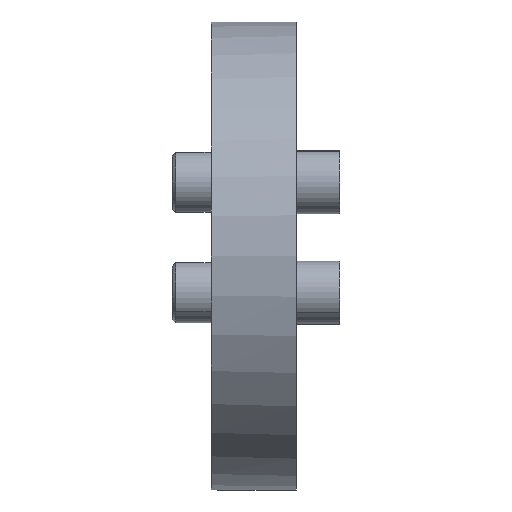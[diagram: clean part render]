
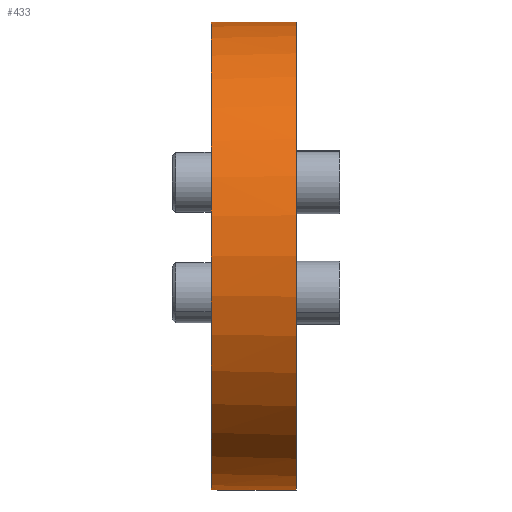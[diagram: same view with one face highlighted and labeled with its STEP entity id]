
A CAD part, left-side view. The second image highlights one B-rep face of the part: STEP entity #433.
In plain terms, the highlighted cylindrical face has radius 34.95 mm (diameter 69.9 mm), a partial arc.
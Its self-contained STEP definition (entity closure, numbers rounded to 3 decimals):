
#27 = EDGE_LOOP ( 'NONE', ( #858, #1361, #845, #3441, #3523, #2926 ) ) ;
#67 = CARTESIAN_POINT ( 'NONE',  ( 0., -1., -34.95 ) ) ;
#151 = VERTEX_POINT ( 'NONE', #2881 ) ;
#288 = FACE_OUTER_BOUND ( 'NONE', #27, .T. ) ;
#348 = B_SPLINE_CURVE_WITH_KNOTS ( 'NONE', 3,
 ( #3567, #2018, #618, #2583, #904, #2856, #1205, #3145, #1476, #3431 ),
 .UNSPECIFIED., .F., .F.,
 ( 4, 2, 2, 2, 4 ),
 ( 0., 0., 0.001, 0.001, 0.002 ),
 .UNSPECIFIED. ) ;
#433 = ADVANCED_FACE ( 'NONE', ( #288 ), #3136, .T. ) ;
#443 = EDGE_CURVE ( 'NONE', #3074, #1616, #952, .T. ) ;
#576 = CARTESIAN_POINT ( 'NONE',  ( 0., -12.7, 34.95 ) ) ;
#618 = CARTESIAN_POINT ( 'NONE',  ( -0.974, -0.262, -34.936 ) ) ;
#624 = CARTESIAN_POINT ( 'NONE',  ( 0., -12.7, -34.95 ) ) ;
#667 = DIRECTION ( 'NONE',  ( 0., 1., 0. ) ) ;
#704 = CARTESIAN_POINT ( 'NONE',  ( 0., -1., 34.95 ) ) ;
#734 = EDGE_CURVE ( 'NONE', #1616, #2117, #1024, .T. ) ;
#766 = CARTESIAN_POINT ( 'NONE',  ( -0.874, -0.504, 34.939 ) ) ;
#770 = CIRCLE ( 'NONE', #2549, 34.95 ) ;
#845 = ORIENTED_EDGE ( 'NONE', *, *, #734, .T. ) ;
#852 = EDGE_CURVE ( 'NONE', #3074, #2307, #2724, .T. ) ;
#857 = DIRECTION ( 'NONE',  ( 0., 1., 0. ) ) ;
#858 = ORIENTED_EDGE ( 'NONE', *, *, #852, .F. ) ;
#904 = CARTESIAN_POINT ( 'NONE',  ( -0.799, -0.615, -34.941 ) ) ;
#952 = CIRCLE ( 'NONE', #2738, 34.95 ) ;
#986 = DIRECTION ( 'NONE',  ( 0., 1., 0. ) ) ;
#1024 = LINE ( 'NONE', #576, #2424 ) ;
#1064 = CARTESIAN_POINT ( 'NONE',  ( -0.615, -0.8, 34.945 ) ) ;
#1110 = EDGE_CURVE ( 'NONE', #1823, #2117, #1140, .T. ) ;
#1140 = B_SPLINE_CURVE_WITH_KNOTS ( 'NONE', 3,
 ( #2450, #3293, #1332, #766, #2726, #1064, #3007, #1343, #3303, #1620 ),
 .UNSPECIFIED., .F., .F.,
 ( 4, 2, 2, 2, 4 ),
 ( 0., 0., 0.001, 0.001, 0.002 ),
 .UNSPECIFIED. ) ;
#1205 = CARTESIAN_POINT ( 'NONE',  ( -0.503, -0.874, -34.947 ) ) ;
#1292 = CARTESIAN_POINT ( 'NONE',  ( 0., -12.7, 0. ) ) ;
#1313 = CARTESIAN_POINT ( 'NONE',  ( 0., -12.7, -34.95 ) ) ;
#1332 = CARTESIAN_POINT ( 'NONE',  ( -0.974, -0.262, 34.936 ) ) ;
#1343 = CARTESIAN_POINT ( 'NONE',  ( -0.262, -0.974, 34.949 ) ) ;
#1361 = ORIENTED_EDGE ( 'NONE', *, *, #443, .T. ) ;
#1476 = CARTESIAN_POINT ( 'NONE',  ( -0.13, -1., -34.95 ) ) ;
#1569 = DIRECTION ( 'NONE',  ( 0., 0., 1. ) ) ;
#1616 = VERTEX_POINT ( 'NONE', #2925 ) ;
#1620 = CARTESIAN_POINT ( 'NONE',  ( 0., -1., 34.95 ) ) ;
#1651 = AXIS2_PLACEMENT_3D ( 'NONE', #2376, #986, #2359 ) ;
#1823 = VERTEX_POINT ( 'NONE', #2352 ) ;
#1962 = VECTOR ( 'NONE', #2706, 1000. ) ;
#2018 = CARTESIAN_POINT ( 'NONE',  ( -1., -0.132, -34.936 ) ) ;
#2117 = VERTEX_POINT ( 'NONE', #704 ) ;
#2307 = VERTEX_POINT ( 'NONE', #67 ) ;
#2344 = CARTESIAN_POINT ( 'NONE',  ( 0., 0., 0. ) ) ;
#2352 = CARTESIAN_POINT ( 'NONE',  ( -1., 0., 34.936 ) ) ;
#2359 = DIRECTION ( 'NONE',  ( 0., 0., 1. ) ) ;
#2376 = CARTESIAN_POINT ( 'NONE',  ( 0., -12.7, 0. ) ) ;
#2424 = VECTOR ( 'NONE', #857, 1000. ) ;
#2450 = CARTESIAN_POINT ( 'NONE',  ( -1., 0., 34.936 ) ) ;
#2549 = AXIS2_PLACEMENT_3D ( 'NONE', #2344, #667, #2630 ) ;
#2583 = CARTESIAN_POINT ( 'NONE',  ( -0.874, -0.504, -34.939 ) ) ;
#2630 = DIRECTION ( 'NONE',  ( 0., 0., 1. ) ) ;
#2706 = DIRECTION ( 'NONE',  ( 0., 1., 0. ) ) ;
#2724 = LINE ( 'NONE', #1313, #1962 ) ;
#2726 = CARTESIAN_POINT ( 'NONE',  ( -0.799, -0.615, 34.941 ) ) ;
#2738 = AXIS2_PLACEMENT_3D ( 'NONE', #1292, #3247, #1569 ) ;
#2777 = EDGE_CURVE ( 'NONE', #151, #1823, #770, .T. ) ;
#2856 = CARTESIAN_POINT ( 'NONE',  ( -0.615, -0.8, -34.945 ) ) ;
#2881 = CARTESIAN_POINT ( 'NONE',  ( -1., 0., -34.936 ) ) ;
#2925 = CARTESIAN_POINT ( 'NONE',  ( 0., -12.7, 34.95 ) ) ;
#2926 = ORIENTED_EDGE ( 'NONE', *, *, #3310, .T. ) ;
#3007 = CARTESIAN_POINT ( 'NONE',  ( -0.503, -0.874, 34.947 ) ) ;
#3074 = VERTEX_POINT ( 'NONE', #624 ) ;
#3136 = CYLINDRICAL_SURFACE ( 'NONE', #1651, 34.95 ) ;
#3145 = CARTESIAN_POINT ( 'NONE',  ( -0.262, -0.974, -34.949 ) ) ;
#3247 = DIRECTION ( 'NONE',  ( 0., 1., 0. ) ) ;
#3293 = CARTESIAN_POINT ( 'NONE',  ( -1., -0.132, 34.936 ) ) ;
#3303 = CARTESIAN_POINT ( 'NONE',  ( -0.13, -1., 34.95 ) ) ;
#3310 = EDGE_CURVE ( 'NONE', #151, #2307, #348, .T. ) ;
#3431 = CARTESIAN_POINT ( 'NONE',  ( 0., -1., -34.95 ) ) ;
#3441 = ORIENTED_EDGE ( 'NONE', *, *, #1110, .F. ) ;
#3523 = ORIENTED_EDGE ( 'NONE', *, *, #2777, .F. ) ;
#3567 = CARTESIAN_POINT ( 'NONE',  ( -1., 0., -34.936 ) ) ;
